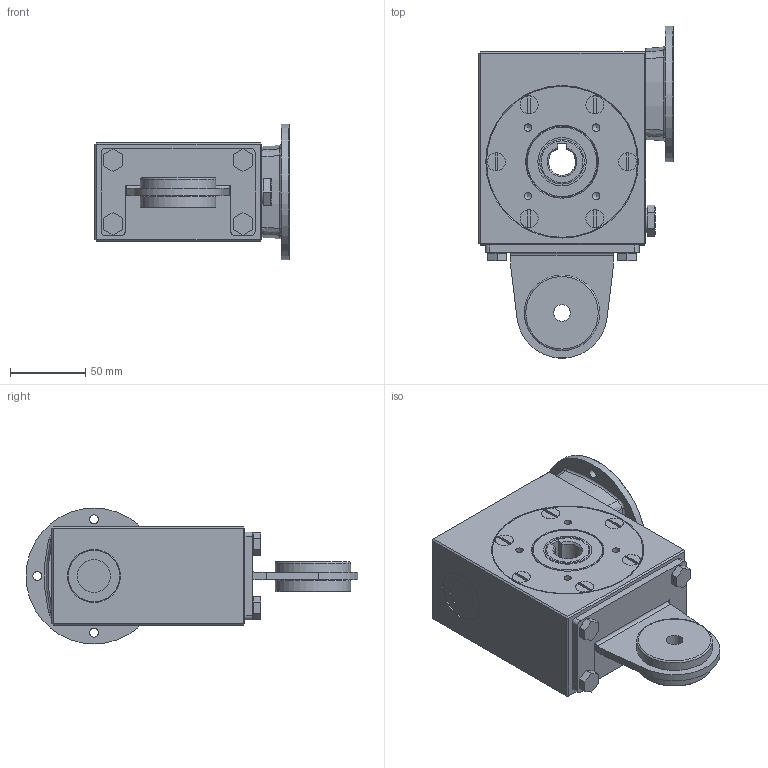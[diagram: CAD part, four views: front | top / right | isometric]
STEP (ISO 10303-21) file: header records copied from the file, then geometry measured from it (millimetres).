
FILE_DESCRIPTION( ( 'Unknown' ), '1' );
FILE_NAME( '1596993C27685C4FD37BF73BA9F4C9.3d.stp', 'Unknown', ( 'Unknown' ), ( 'Unknown' ), 'PSStep 10.1', 'Unknown', ' ' );
FILE_SCHEMA( ( 'AUTOMOTIVE_DESIGN { 1 0 10303 214 1 1 1 1 }' ) );
Length unit declared in the file: millimetre
Products named in the file (1): I458800
Bounding box: 128.5 x 219.89 x 90 mm (x, y, z)
Volume: 1011771.9 mm3; surface area: 106882 mm2
Topology: 1 solids, 19 shells, 469 faces, 1079 edges, 701 vertices
Faces by surface type: plane 236, cylinder 128, cone 68, torus 29, bspline 8
Full cylindrical faces by diameter (mm): 4.917 x12, 6 x8, 6.5 x4, 6.647 x4, 9 x4, 10 x4, 10.106 x4, 10.5 x4, 11 x1, 12 x8, 12.1 x4, 14 x4, 14.1 x4, 16.5 x1, 18.01 x1, 22 x1, 25 x1, 29.5 x2, 32 x2, 34.246 x1, 35 x1, 39 x1, 40 x3, 40.1 x1, 40.2 x1, 47 x3, 50 x2, 51.8 x1, 90 x1, 100 x1
Entity records: 16237 total; most frequent: CARTESIAN_POINT 2989, DIRECTION 2062, ORIENTED_EDGE 1590, AXIS2_PLACEMENT_3D 847, EDGE_CURVE 795, EDGE_LOOP 718, VERTEX_POINT 593, FACE_OUTER_BOUND 583
